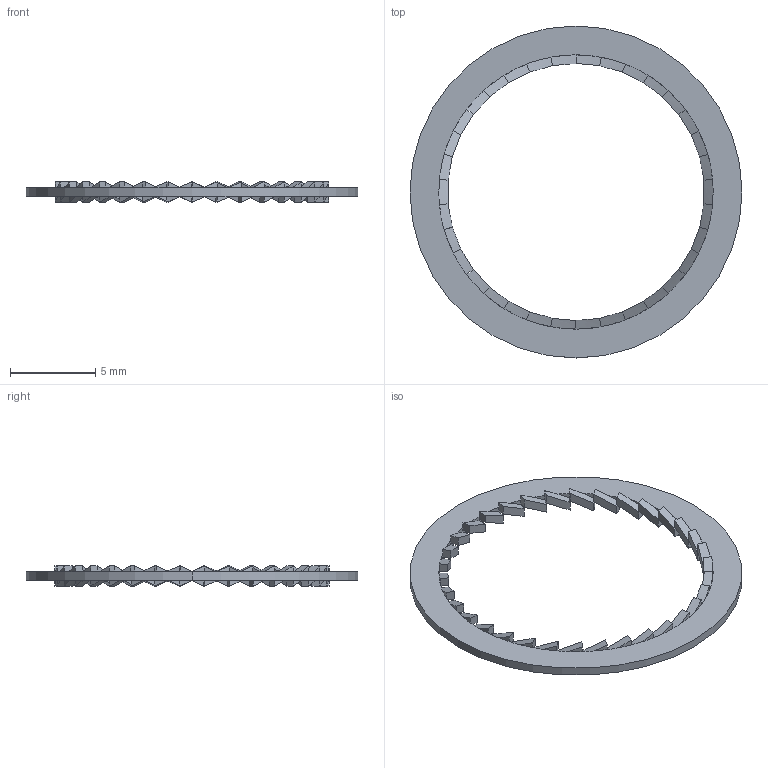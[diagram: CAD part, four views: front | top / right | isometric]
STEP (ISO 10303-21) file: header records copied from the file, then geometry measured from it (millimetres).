
FILE_DESCRIPTION((''),'2;1');
FILE_NAME('LEMO_ECP.2S.304.CLN_Part4.stp','2013-03-20T13:18:35',(''),(''),'Mechanical Desktop 2011','Mechanical Desktop 2011',', , ');
FILE_SCHEMA(('AUTOMOTIVE_DESIGN { 1 2 10303 214 1 1 1 1 }'));
Length unit declared in the file: millimetre
Products named in the file (1): Product
Bounding box: 19.5 x 19.5 x 1.2 mm (x, y, z)
Volume: 60.9 mm3; surface area: 335.8 mm2
Topology: 1 solids, 1 shells, 276 faces, 688 edges, 414 vertices
Faces by surface type: bspline 206, plane 70
Entity records: 11171 total; most frequent: CARTESIAN_POINT 5731, ORIENTED_EDGE 1376, DIRECTION 734, EDGE_CURVE 688, VERTEX_POINT 414, VECTOR 308, LINE 308, EDGE_LOOP 278
